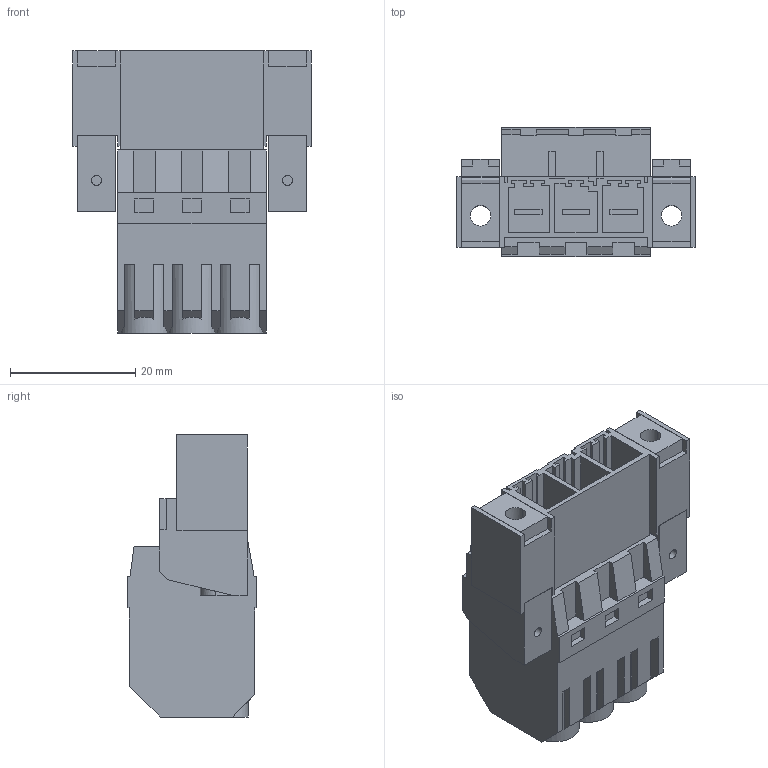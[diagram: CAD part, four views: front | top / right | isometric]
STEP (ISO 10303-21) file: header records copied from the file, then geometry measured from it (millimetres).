
FILE_DESCRIPTION(('CATIA V5 STEP Exchange','CAx-IF Rec.Pracs.--- Model Styling and Organization---1.4--- 2014-01-23'),'2;1');
FILE_NAME ('D1447964_1_1060910000_1060910000.stp','2022-08-08T13:49:15+00:00',('none'),('Weidmueller'),'CATIA Version 5-6 Release 2016 SP3 HF44','CATIA V5 STEP AP214','none');
FILE_SCHEMA(('AUTOMOTIVE_DESIGN { 1 0 10303 214 1 1 1 1 }'));
Length unit declared in the file: millimetre
Products named in the file (1): 1060910000
Bounding box: 38.1 x 20.6 x 45.01 mm (x, y, z)
Volume: 15388 mm3; surface area: 12585.3 mm2
Topology: 6 solids, 6 shells, 382 faces, 1081 edges, 724 vertices
Faces by surface type: plane 347, cylinder 35
Entity records: 12402 total; most frequent: CARTESIAN_POINT 2401, ORIENTED_EDGE 2162, DIRECTION 1667, EDGE_CURVE 1081, VECTOR 1003, LINE 1003, VERTEX_POINT 724, EDGE_LOOP 411
